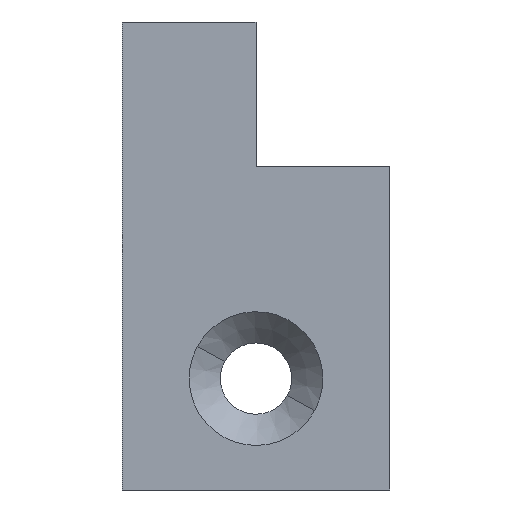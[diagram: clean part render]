
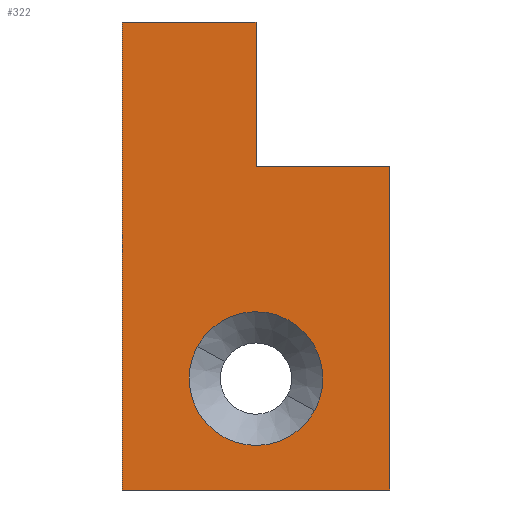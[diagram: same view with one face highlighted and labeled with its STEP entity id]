
A CAD part, left-side view. The second image highlights one B-rep face of the part: STEP entity #322.
In plain terms, the highlighted planar face has unit normal (-1, 0, 0).
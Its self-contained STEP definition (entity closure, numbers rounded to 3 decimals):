
#268=AXIS2_PLACEMENT_3D('Plane Axis2P3D',#265,#266,#267) ;
#306=AXIS2_PLACEMENT_3D('Circle Axis2P3D',#304,#305,$) ;
#315=AXIS2_PLACEMENT_3D('Circle Axis2P3D',#313,#314,$) ;
#152=CARTESIAN_POINT('Vertex',(-2.,6.,0.)) ;
#155=CARTESIAN_POINT('Line Origine',(-2.,6.,10.5)) ;
#159=CARTESIAN_POINT('Vertex',(-2.,6.,21.)) ;
#250=CARTESIAN_POINT('Vertex',(-2.,-6.,0.)) ;
#253=CARTESIAN_POINT('Line Origine',(-2.,0.,0.)) ;
#265=CARTESIAN_POINT('Axis2P3D Location',(-2.,0.,21.)) ;
#270=CARTESIAN_POINT('Line Origine',(-2.,-3.,14.5)) ;
#274=CARTESIAN_POINT('Vertex',(-2.,0.,14.5)) ;
#276=CARTESIAN_POINT('Vertex',(-2.,-6.,14.5)) ;
#279=CARTESIAN_POINT('Line Origine',(-2.,0.,17.75)) ;
#283=CARTESIAN_POINT('Vertex',(-2.,0.,21.)) ;
#286=CARTESIAN_POINT('Line Origine',(-2.,3.,21.)) ;
#291=CARTESIAN_POINT('Line Origine',(-2.,-6.,7.25)) ;
#304=CARTESIAN_POINT('Axis2P3D Location',(-2.,0.,5.)) ;
#308=CARTESIAN_POINT('Vertex',(-2.,-2.633,3.562)) ;
#310=CARTESIAN_POINT('Vertex',(-2.,2.633,6.438)) ;
#313=CARTESIAN_POINT('Axis2P3D Location',(-2.,0.,5.)) ;
#156=DIRECTION('Vector Direction',(0.,0.,-1.)) ;
#254=DIRECTION('Vector Direction',(0.,1.,0.)) ;
#266=DIRECTION('Axis2P3D Direction',(1.,0.,-0.)) ;
#267=DIRECTION('Axis2P3D XDirection',(-0.,0.,-1.)) ;
#271=DIRECTION('Vector Direction',(0.,-1.,0.)) ;
#280=DIRECTION('Vector Direction',(0.,0.,-1.)) ;
#287=DIRECTION('Vector Direction',(0.,1.,0.)) ;
#292=DIRECTION('Vector Direction',(0.,0.,-1.)) ;
#305=DIRECTION('Axis2P3D Direction',(1.,0.,-0.)) ;
#314=DIRECTION('Axis2P3D Direction',(1.,0.,-0.)) ;
#157=VECTOR('Line Direction',#156,1.) ;
#255=VECTOR('Line Direction',#254,1.) ;
#272=VECTOR('Line Direction',#271,1.) ;
#281=VECTOR('Line Direction',#280,1.) ;
#288=VECTOR('Line Direction',#287,1.) ;
#293=VECTOR('Line Direction',#292,1.) ;
#297=ORIENTED_EDGE('',*,*,#278,.F.) ;
#298=ORIENTED_EDGE('',*,*,#285,.F.) ;
#299=ORIENTED_EDGE('',*,*,#290,.T.) ;
#300=ORIENTED_EDGE('',*,*,#161,.F.) ;
#301=ORIENTED_EDGE('',*,*,#257,.F.) ;
#302=ORIENTED_EDGE('',*,*,#295,.T.) ;
#319=ORIENTED_EDGE('',*,*,#312,.T.) ;
#320=ORIENTED_EDGE('',*,*,#317,.T.) ;
#321=FACE_BOUND('',#318,.T.) ;
#322=ADVANCED_FACE('Hauptk\X2\00F6\X0\rper',(#303,#321),#269,.F.) ;
#307=CIRCLE('generated circle',#306,3.) ;
#316=CIRCLE('generated circle',#315,3.) ;
#161=EDGE_CURVE('',#153,#160,#158,.F.) ;
#257=EDGE_CURVE('',#251,#153,#256,.T.) ;
#278=EDGE_CURVE('',#275,#277,#273,.T.) ;
#285=EDGE_CURVE('',#284,#275,#282,.T.) ;
#290=EDGE_CURVE('',#284,#160,#289,.T.) ;
#295=EDGE_CURVE('',#251,#277,#294,.F.) ;
#312=EDGE_CURVE('',#309,#311,#307,.T.) ;
#317=EDGE_CURVE('',#311,#309,#316,.T.) ;
#296=EDGE_LOOP('',(#297,#298,#299,#300,#301,#302)) ;
#318=EDGE_LOOP('',(#319,#320)) ;
#303=FACE_OUTER_BOUND('',#296,.T.) ;
#158=LINE('Line',#155,#157) ;
#256=LINE('Line',#253,#255) ;
#273=LINE('Line',#270,#272) ;
#282=LINE('Line',#279,#281) ;
#289=LINE('Line',#286,#288) ;
#294=LINE('Line',#291,#293) ;
#269=PLANE('',#268) ;
#153=VERTEX_POINT('',#152) ;
#160=VERTEX_POINT('',#159) ;
#251=VERTEX_POINT('',#250) ;
#275=VERTEX_POINT('',#274) ;
#277=VERTEX_POINT('',#276) ;
#284=VERTEX_POINT('',#283) ;
#309=VERTEX_POINT('',#308) ;
#311=VERTEX_POINT('',#310) ;
